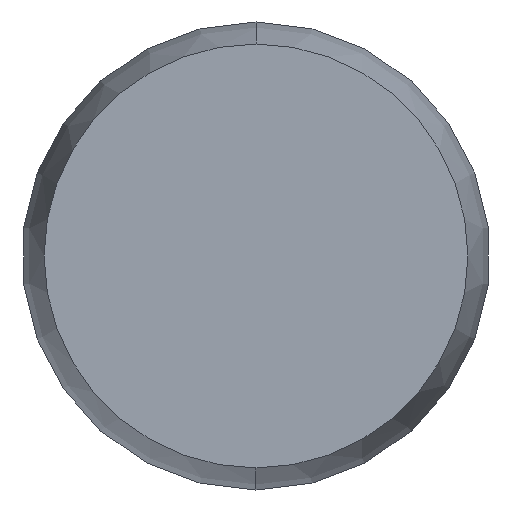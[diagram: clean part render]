
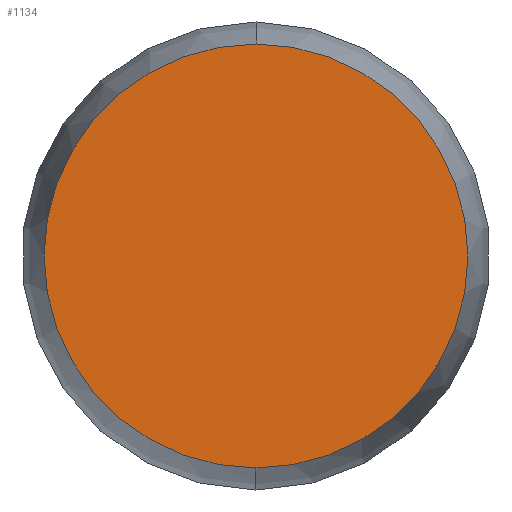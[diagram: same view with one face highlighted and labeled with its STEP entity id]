
A CAD part, left-side view. The second image highlights one B-rep face of the part: STEP entity #1134.
In plain terms, the highlighted planar face has unit normal (-1, 0, 0).
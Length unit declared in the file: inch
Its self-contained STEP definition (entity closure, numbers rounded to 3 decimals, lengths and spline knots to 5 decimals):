
#59 = CARTESIAN_POINT ( 'NONE',  ( 0., 0., 0.01775 ) ) ;
#84 = EDGE_LOOP ( 'NONE', ( #240, #1105 ) ) ;
#122 = EDGE_CURVE ( 'NONE', #561, #327, #359, .T. ) ;
#240 = ORIENTED_EDGE ( 'NONE', *, *, #975, .T. ) ;
#327 = VERTEX_POINT ( 'NONE', #59 ) ;
#359 = CIRCLE ( 'NONE', #1035, 0.01775 ) ;
#435 = PLANE ( 'NONE',  #1392 ) ;
#529 = CARTESIAN_POINT ( 'NONE',  ( 0., 0.01775, 0. ) ) ;
#537 = DIRECTION ( 'NONE',  ( 1., 0., 0. ) ) ;
#548 = DIRECTION ( 'NONE',  ( 0., 0., -1. ) ) ;
#561 = VERTEX_POINT ( 'NONE', #615 ) ;
#615 = CARTESIAN_POINT ( 'NONE',  ( 0., 0., -0.01775 ) ) ;
#793 = CIRCLE ( 'NONE', #1604, 0.01775 ) ;
#896 = FACE_OUTER_BOUND ( 'NONE', #84, .T. ) ;
#975 = EDGE_CURVE ( 'NONE', #327, #561, #793, .T. ) ;
#1035 = AXIS2_PLACEMENT_3D ( 'NONE', #1215, #1241, #1202 ) ;
#1105 = ORIENTED_EDGE ( 'NONE', *, *, #122, .T. ) ;
#1134 = ADVANCED_FACE ( 'NONE', ( #896 ), #435, .F. ) ;
#1202 = DIRECTION ( 'NONE',  ( 0., 0., 1. ) ) ;
#1215 = CARTESIAN_POINT ( 'NONE',  ( 0., 0., 0. ) ) ;
#1241 = DIRECTION ( 'NONE',  ( -1., 0., 0. ) ) ;
#1392 = AXIS2_PLACEMENT_3D ( 'NONE', #529, #537, #548 ) ;
#1442 = DIRECTION ( 'NONE',  ( -1., 0., 0. ) ) ;
#1452 = DIRECTION ( 'NONE',  ( 0., 0., 1. ) ) ;
#1604 = AXIS2_PLACEMENT_3D ( 'NONE', #1700, #1442, #1452 ) ;
#1700 = CARTESIAN_POINT ( 'NONE',  ( 0., 0., 0. ) ) ;
